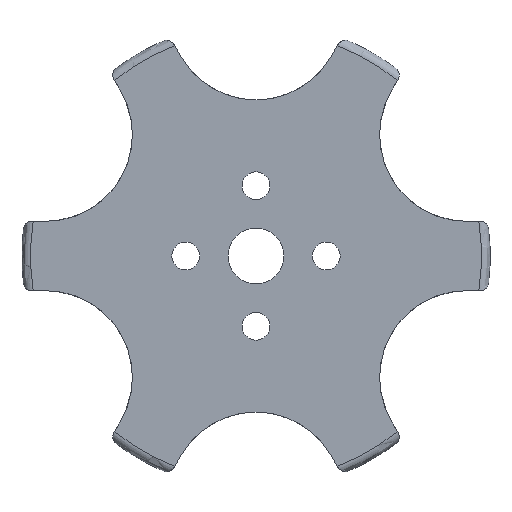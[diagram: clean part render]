
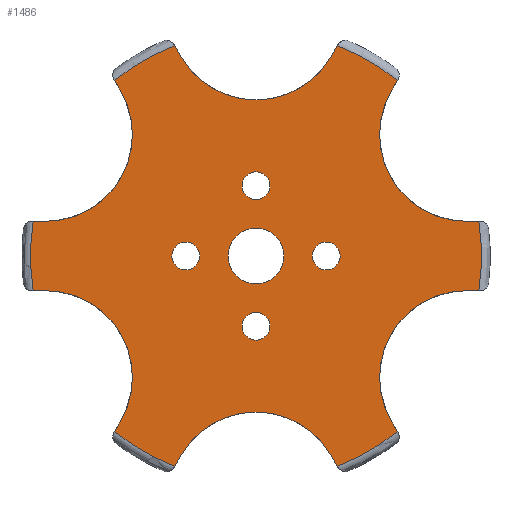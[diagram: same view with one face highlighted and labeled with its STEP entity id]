
A CAD part, front view. The second image highlights one B-rep face of the part: STEP entity #1486.
In plain terms, the highlighted planar face has unit normal (0, -1, 0).
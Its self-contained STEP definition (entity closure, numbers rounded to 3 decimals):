
#21=FACE_BOUND('',#433,.T.);
#22=FACE_BOUND('',#434,.T.);
#23=FACE_BOUND('',#435,.T.);
#24=FACE_BOUND('',#436,.T.);
#25=FACE_BOUND('',#437,.T.);
#32=PLANE('',#1592);
#73=LINE('',#2212,#198);
#78=LINE('',#2222,#203);
#79=LINE('',#2226,#204);
#80=LINE('',#2230,#205);
#81=LINE('',#2234,#206);
#82=LINE('',#2238,#207);
#83=LINE('',#2242,#208);
#84=LINE('',#2246,#209);
#85=LINE('',#2250,#210);
#86=LINE('',#2254,#211);
#87=LINE('',#2258,#212);
#88=LINE('',#2262,#213);
#198=VECTOR('',#1744,10.);
#203=VECTOR('',#1751,10.);
#204=VECTOR('',#1754,10.);
#205=VECTOR('',#1757,10.);
#206=VECTOR('',#1760,10.);
#207=VECTOR('',#1763,10.);
#208=VECTOR('',#1766,10.);
#209=VECTOR('',#1769,10.);
#210=VECTOR('',#1772,10.);
#211=VECTOR('',#1775,10.);
#212=VECTOR('',#1778,10.);
#213=VECTOR('',#1781,10.);
#353=FACE_OUTER_BOUND('',#432,.T.);
#432=EDGE_LOOP('',(#1035,#1036,#1037,#1038,#1039,#1040,#1041,#1042,#1043,
#1044,#1045,#1046,#1047,#1048,#1049,#1050,#1051,#1052,#1053,#1054,#1055,
#1056,#1057,#1058));
#433=EDGE_LOOP('',(#1059));
#434=EDGE_LOOP('',(#1060));
#435=EDGE_LOOP('',(#1061));
#436=EDGE_LOOP('',(#1062));
#437=EDGE_LOOP('',(#1063));
#566=CIRCLE('',#1588,26.);
#568=CIRCLE('',#1593,10.);
#569=CIRCLE('',#1594,26.);
#570=CIRCLE('',#1595,10.);
#571=CIRCLE('',#1596,26.);
#572=CIRCLE('',#1597,10.);
#573=CIRCLE('',#1598,26.);
#574=CIRCLE('',#1599,10.);
#575=CIRCLE('',#1600,26.);
#576=CIRCLE('',#1601,10.);
#577=CIRCLE('',#1602,26.);
#578=CIRCLE('',#1603,10.);
#579=CIRCLE('',#1604,1.6);
#580=CIRCLE('',#1605,1.6);
#581=CIRCLE('',#1606,1.6);
#582=CIRCLE('',#1607,1.6);
#583=CIRCLE('',#1608,3.2);
#630=VERTEX_POINT('',#2181);
#631=VERTEX_POINT('',#2182);
#634=VERTEX_POINT('',#2211);
#638=VERTEX_POINT('',#2221);
#639=VERTEX_POINT('',#2223);
#640=VERTEX_POINT('',#2225);
#641=VERTEX_POINT('',#2227);
#642=VERTEX_POINT('',#2229);
#643=VERTEX_POINT('',#2231);
#644=VERTEX_POINT('',#2233);
#645=VERTEX_POINT('',#2235);
#646=VERTEX_POINT('',#2237);
#647=VERTEX_POINT('',#2239);
#648=VERTEX_POINT('',#2241);
#649=VERTEX_POINT('',#2243);
#650=VERTEX_POINT('',#2245);
#651=VERTEX_POINT('',#2247);
#652=VERTEX_POINT('',#2249);
#653=VERTEX_POINT('',#2251);
#654=VERTEX_POINT('',#2253);
#655=VERTEX_POINT('',#2255);
#656=VERTEX_POINT('',#2257);
#657=VERTEX_POINT('',#2259);
#658=VERTEX_POINT('',#2261);
#659=VERTEX_POINT('',#2264);
#660=VERTEX_POINT('',#2266);
#661=VERTEX_POINT('',#2268);
#662=VERTEX_POINT('',#2270);
#663=VERTEX_POINT('',#2272);
#785=EDGE_CURVE('',#630,#631,#566,.T.);
#792=EDGE_CURVE('',#631,#634,#73,.T.);
#797=EDGE_CURVE('',#630,#638,#78,.T.);
#798=EDGE_CURVE('',#639,#638,#568,.T.);
#799=EDGE_CURVE('',#640,#639,#79,.T.);
#800=EDGE_CURVE('',#641,#640,#569,.T.);
#801=EDGE_CURVE('',#641,#642,#80,.T.);
#802=EDGE_CURVE('',#643,#642,#570,.T.);
#803=EDGE_CURVE('',#644,#643,#81,.T.);
#804=EDGE_CURVE('',#645,#644,#571,.T.);
#805=EDGE_CURVE('',#645,#646,#82,.T.);
#806=EDGE_CURVE('',#647,#646,#572,.T.);
#807=EDGE_CURVE('',#648,#647,#83,.T.);
#808=EDGE_CURVE('',#649,#648,#573,.T.);
#809=EDGE_CURVE('',#649,#650,#84,.T.);
#810=EDGE_CURVE('',#651,#650,#574,.T.);
#811=EDGE_CURVE('',#652,#651,#85,.T.);
#812=EDGE_CURVE('',#653,#652,#575,.T.);
#813=EDGE_CURVE('',#653,#654,#86,.T.);
#814=EDGE_CURVE('',#655,#654,#576,.T.);
#815=EDGE_CURVE('',#656,#655,#87,.T.);
#816=EDGE_CURVE('',#657,#656,#577,.T.);
#817=EDGE_CURVE('',#657,#658,#88,.T.);
#818=EDGE_CURVE('',#634,#658,#578,.T.);
#819=EDGE_CURVE('',#659,#659,#579,.T.);
#820=EDGE_CURVE('',#660,#660,#580,.T.);
#821=EDGE_CURVE('',#661,#661,#581,.T.);
#822=EDGE_CURVE('',#662,#662,#582,.T.);
#823=EDGE_CURVE('',#663,#663,#583,.T.);
#1035=ORIENTED_EDGE('',*,*,#785,.F.);
#1036=ORIENTED_EDGE('',*,*,#797,.T.);
#1037=ORIENTED_EDGE('',*,*,#798,.F.);
#1038=ORIENTED_EDGE('',*,*,#799,.F.);
#1039=ORIENTED_EDGE('',*,*,#800,.F.);
#1040=ORIENTED_EDGE('',*,*,#801,.T.);
#1041=ORIENTED_EDGE('',*,*,#802,.F.);
#1042=ORIENTED_EDGE('',*,*,#803,.F.);
#1043=ORIENTED_EDGE('',*,*,#804,.F.);
#1044=ORIENTED_EDGE('',*,*,#805,.T.);
#1045=ORIENTED_EDGE('',*,*,#806,.F.);
#1046=ORIENTED_EDGE('',*,*,#807,.F.);
#1047=ORIENTED_EDGE('',*,*,#808,.F.);
#1048=ORIENTED_EDGE('',*,*,#809,.T.);
#1049=ORIENTED_EDGE('',*,*,#810,.F.);
#1050=ORIENTED_EDGE('',*,*,#811,.F.);
#1051=ORIENTED_EDGE('',*,*,#812,.F.);
#1052=ORIENTED_EDGE('',*,*,#813,.T.);
#1053=ORIENTED_EDGE('',*,*,#814,.F.);
#1054=ORIENTED_EDGE('',*,*,#815,.F.);
#1055=ORIENTED_EDGE('',*,*,#816,.F.);
#1056=ORIENTED_EDGE('',*,*,#817,.T.);
#1057=ORIENTED_EDGE('',*,*,#818,.F.);
#1058=ORIENTED_EDGE('',*,*,#792,.F.);
#1059=ORIENTED_EDGE('',*,*,#819,.T.);
#1060=ORIENTED_EDGE('',*,*,#820,.T.);
#1061=ORIENTED_EDGE('',*,*,#821,.T.);
#1062=ORIENTED_EDGE('',*,*,#822,.T.);
#1063=ORIENTED_EDGE('',*,*,#823,.T.);
#1486=ADVANCED_FACE('',(#353,#21,#22,#23,#24,#25),#32,.F.);
#1588=AXIS2_PLACEMENT_3D('',#2183,#1734,#1735);
#1592=AXIS2_PLACEMENT_3D('',#2220,#1749,#1750);
#1593=AXIS2_PLACEMENT_3D('',#2224,#1752,#1753);
#1594=AXIS2_PLACEMENT_3D('',#2228,#1755,#1756);
#1595=AXIS2_PLACEMENT_3D('',#2232,#1758,#1759);
#1596=AXIS2_PLACEMENT_3D('',#2236,#1761,#1762);
#1597=AXIS2_PLACEMENT_3D('',#2240,#1764,#1765);
#1598=AXIS2_PLACEMENT_3D('',#2244,#1767,#1768);
#1599=AXIS2_PLACEMENT_3D('',#2248,#1770,#1771);
#1600=AXIS2_PLACEMENT_3D('',#2252,#1773,#1774);
#1601=AXIS2_PLACEMENT_3D('',#2256,#1776,#1777);
#1602=AXIS2_PLACEMENT_3D('',#2260,#1779,#1780);
#1603=AXIS2_PLACEMENT_3D('',#2263,#1782,#1783);
#1604=AXIS2_PLACEMENT_3D('',#2265,#1784,#1785);
#1605=AXIS2_PLACEMENT_3D('',#2267,#1786,#1787);
#1606=AXIS2_PLACEMENT_3D('',#2269,#1788,#1789);
#1607=AXIS2_PLACEMENT_3D('',#2271,#1790,#1791);
#1608=AXIS2_PLACEMENT_3D('',#2273,#1792,#1793);
#1734=DIRECTION('center_axis',(0.,1.,0.));
#1735=DIRECTION('ref_axis',(1.,0.,0.));
#1744=DIRECTION('',(-1.,0.,0.));
#1749=DIRECTION('center_axis',(0.,1.,0.));
#1750=DIRECTION('ref_axis',(0.,0.,1.));
#1751=DIRECTION('',(-1.,0.,0.));
#1752=DIRECTION('center_axis',(0.,-1.,0.));
#1753=DIRECTION('ref_axis',(0.,0.,-1.));
#1754=DIRECTION('',(-0.5,0.,-0.866));
#1755=DIRECTION('center_axis',(0.,1.,0.));
#1756=DIRECTION('ref_axis',(0.5,0.,0.866));
#1757=DIRECTION('',(-0.5,0.,-0.866));
#1758=DIRECTION('center_axis',(0.,-1.,0.));
#1759=DIRECTION('ref_axis',(0.866,0.,-0.5));
#1760=DIRECTION('',(0.5,0.,-0.866));
#1761=DIRECTION('center_axis',(0.,1.,0.));
#1762=DIRECTION('ref_axis',(-0.5,0.,0.866));
#1763=DIRECTION('',(0.5,0.,-0.866));
#1764=DIRECTION('center_axis',(0.,-1.,0.));
#1765=DIRECTION('ref_axis',(0.866,0.,0.5));
#1766=DIRECTION('',(1.,0.,0.));
#1767=DIRECTION('center_axis',(0.,1.,0.));
#1768=DIRECTION('ref_axis',(-1.,0.,0.));
#1769=DIRECTION('',(1.,0.,0.));
#1770=DIRECTION('center_axis',(0.,-1.,0.));
#1771=DIRECTION('ref_axis',(0.,0.,1.));
#1772=DIRECTION('',(0.5,0.,0.866));
#1773=DIRECTION('center_axis',(0.,1.,0.));
#1774=DIRECTION('ref_axis',(-0.5,0.,-0.866));
#1775=DIRECTION('',(0.5,0.,0.866));
#1776=DIRECTION('center_axis',(0.,-1.,0.));
#1777=DIRECTION('ref_axis',(-0.866,0.,0.5));
#1778=DIRECTION('',(-0.5,0.,0.866));
#1779=DIRECTION('center_axis',(0.,1.,0.));
#1780=DIRECTION('ref_axis',(0.5,0.,-0.866));
#1781=DIRECTION('',(-0.5,0.,0.866));
#1782=DIRECTION('center_axis',(0.,-1.,0.));
#1783=DIRECTION('ref_axis',(-0.866,0.,-0.5));
#1784=DIRECTION('center_axis',(0.,1.,0.));
#1785=DIRECTION('ref_axis',(1.,0.,0.));
#1786=DIRECTION('center_axis',(0.,1.,0.));
#1787=DIRECTION('ref_axis',(1.,0.,0.));
#1788=DIRECTION('center_axis',(0.,1.,0.));
#1789=DIRECTION('ref_axis',(1.,0.,0.));
#1790=DIRECTION('center_axis',(0.,1.,0.));
#1791=DIRECTION('ref_axis',(1.,0.,0.));
#1792=DIRECTION('center_axis',(0.,1.,0.));
#1793=DIRECTION('ref_axis',(1.,0.,0.));
#2181=CARTESIAN_POINT('',(25.69,0.,4.));
#2182=CARTESIAN_POINT('',(25.69,0.,-4.));
#2183=CARTESIAN_POINT('Origin',(0.,0.,0.));
#2211=CARTESIAN_POINT('',(24.249,0.,-4.));
#2212=CARTESIAN_POINT('',(44.822,0.,-4.));
#2220=CARTESIAN_POINT('Origin',(0.,0.,0.));
#2221=CARTESIAN_POINT('',(24.249,0.,4.));
#2222=CARTESIAN_POINT('',(8.518,0.,4.));
#2223=CARTESIAN_POINT('',(15.588,0.,19.));
#2224=CARTESIAN_POINT('Origin',(24.249,0.,14.));
#2225=CARTESIAN_POINT('',(16.309,0.,20.249));
#2226=CARTESIAN_POINT('',(25.875,0.,36.817));
#2227=CARTESIAN_POINT('',(9.381,0.,24.249));
#2228=CARTESIAN_POINT('Origin',(0.,0.,0.));
#2229=CARTESIAN_POINT('',(8.66,0.,23.));
#2230=CARTESIAN_POINT('',(0.795,0.,9.377));
#2231=CARTESIAN_POINT('',(-8.66,0.,23.));
#2232=CARTESIAN_POINT('Origin',(0.,0.,28.));
#2233=CARTESIAN_POINT('',(-9.381,0.,24.249));
#2234=CARTESIAN_POINT('',(-18.947,0.,40.817));
#2235=CARTESIAN_POINT('',(-16.309,0.,20.249));
#2236=CARTESIAN_POINT('Origin',(0.,0.,0.));
#2237=CARTESIAN_POINT('',(-15.588,0.,19.));
#2238=CARTESIAN_POINT('',(-7.723,0.,5.377));
#2239=CARTESIAN_POINT('',(-24.249,0.,4.));
#2240=CARTESIAN_POINT('Origin',(-24.249,0.,14.));
#2241=CARTESIAN_POINT('',(-25.69,0.,4.));
#2242=CARTESIAN_POINT('',(-44.822,0.,4.));
#2243=CARTESIAN_POINT('',(-25.69,0.,-4.));
#2244=CARTESIAN_POINT('Origin',(0.,0.,0.));
#2245=CARTESIAN_POINT('',(-24.249,0.,-4.));
#2246=CARTESIAN_POINT('',(-8.518,0.,-4.));
#2247=CARTESIAN_POINT('',(-15.588,0.,-19.));
#2248=CARTESIAN_POINT('Origin',(-24.249,0.,-14.));
#2249=CARTESIAN_POINT('',(-16.309,0.,-20.249));
#2250=CARTESIAN_POINT('',(-25.875,0.,-36.817));
#2251=CARTESIAN_POINT('',(-9.381,0.,-24.249));
#2252=CARTESIAN_POINT('Origin',(0.,0.,0.));
#2253=CARTESIAN_POINT('',(-8.66,0.,-23.));
#2254=CARTESIAN_POINT('',(-0.795,0.,-9.377));
#2255=CARTESIAN_POINT('',(8.66,0.,-23.));
#2256=CARTESIAN_POINT('Origin',(0.,0.,-28.));
#2257=CARTESIAN_POINT('',(9.381,0.,-24.249));
#2258=CARTESIAN_POINT('',(18.947,0.,-40.817));
#2259=CARTESIAN_POINT('',(16.309,0.,-20.249));
#2260=CARTESIAN_POINT('Origin',(0.,0.,0.));
#2261=CARTESIAN_POINT('',(15.588,0.,-19.));
#2262=CARTESIAN_POINT('',(7.723,0.,-5.377));
#2263=CARTESIAN_POINT('Origin',(24.249,0.,-14.));
#2264=CARTESIAN_POINT('',(-1.6,0.,-8.1));
#2265=CARTESIAN_POINT('Origin',(0.,0.,-8.1));
#2266=CARTESIAN_POINT('',(-9.7,0.,0.));
#2267=CARTESIAN_POINT('Origin',(-8.1,0.,0.));
#2268=CARTESIAN_POINT('',(6.5,0.,0.));
#2269=CARTESIAN_POINT('Origin',(8.1,0.,0.));
#2270=CARTESIAN_POINT('',(-1.6,0.,8.1));
#2271=CARTESIAN_POINT('Origin',(0.,0.,8.1));
#2272=CARTESIAN_POINT('',(-3.2,0.,0.));
#2273=CARTESIAN_POINT('Origin',(0.,0.,0.));
